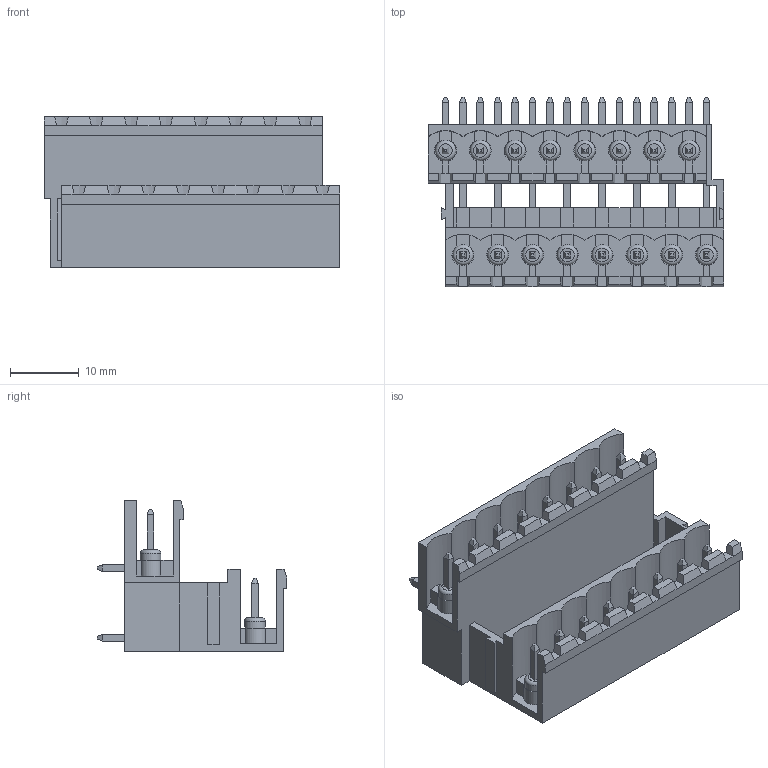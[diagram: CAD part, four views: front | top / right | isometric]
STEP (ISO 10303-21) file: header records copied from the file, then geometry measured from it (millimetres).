
FILE_DESCRIPTION( ( 'Unknown' ), '1' );
FILE_NAME( '691335510016.stp', 'Unknown', ( 'Unknown' ), ( 'Unknown' ), 'PSStep 15.0.49', 'Unknown', ' ' );
FILE_SCHEMA( ( 'AUTOMOTIVE_DESIGN { 1 0 10303 214 1 1 1 1 }' ) );
Length unit declared in the file: millimetre
Products named in the file (4): Assem1; 6913355100xx_PIN Courte; 6913355100xx_PIN Longue; 691336500016
Assembly tree (17 placements, depth 2):
  Assem1
    6913355100xx_PIN Courte  x8
    6913355100xx_PIN Longue  x8
    691336500016
Bounding box: 43.18 x 27.7 x 22 mm (x, y, z)
Volume: 6359.3 mm3; surface area: 10756.3 mm2
Topology: 17 solids, 17 shells, 870 faces, 2377 edges, 1531 vertices
Faces by surface type: plane 774, cylinder 80, torus 16
Full cylindrical faces by diameter (mm): 2.997 x8, 3 x8
Entity records: 25725 total; most frequent: CARTESIAN_POINT 3668, ORIENTED_EDGE 3622, DIRECTION 3291, EDGE_CURVE 1811, LINE 1631, VECTOR 1631, VERTEX_POINT 1207, AXIS2_PLACEMENT_3D 830
